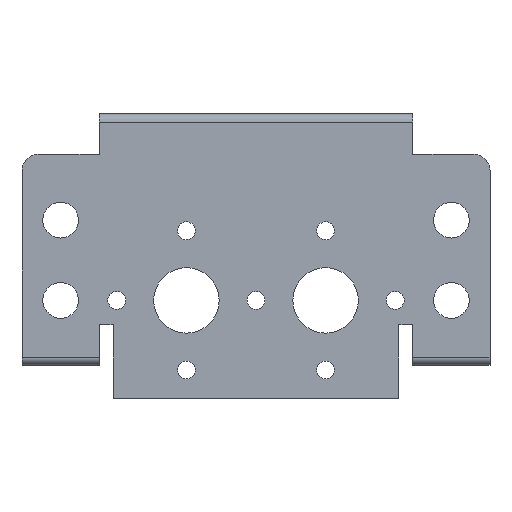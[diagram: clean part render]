
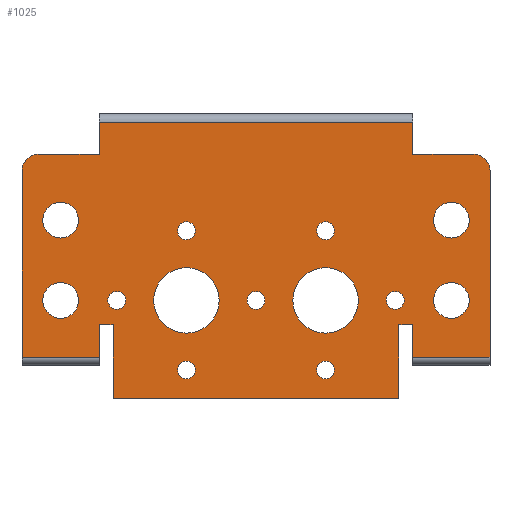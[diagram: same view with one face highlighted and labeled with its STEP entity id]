
A CAD part, front view. The second image highlights one B-rep face of the part: STEP entity #1025.
In plain terms, the highlighted planar face has unit normal (0, -1, 0).
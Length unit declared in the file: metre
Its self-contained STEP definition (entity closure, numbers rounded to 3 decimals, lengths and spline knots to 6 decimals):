
#55=FACE_BOUND('',#147,.T.);
#56=FACE_BOUND('',#148,.T.);
#57=FACE_BOUND('',#149,.T.);
#58=FACE_BOUND('',#150,.T.);
#59=FACE_BOUND('',#151,.T.);
#60=FACE_BOUND('',#152,.T.);
#61=FACE_BOUND('',#153,.T.);
#62=FACE_BOUND('',#154,.T.);
#63=FACE_BOUND('',#155,.T.);
#64=FACE_BOUND('',#156,.T.);
#65=FACE_BOUND('',#157,.T.);
#66=FACE_BOUND('',#158,.T.);
#67=FACE_BOUND('',#159,.T.);
#82=FACE_OUTER_BOUND('',#146,.T.);
#146=EDGE_LOOP('',(#744,#745,#746,#747,#748,#749,#750,#751,#752,#753,#754,
#755,#756,#757,#758,#759,#760,#761));
#147=EDGE_LOOP('',(#762));
#148=EDGE_LOOP('',(#763));
#149=EDGE_LOOP('',(#764));
#150=EDGE_LOOP('',(#765));
#151=EDGE_LOOP('',(#766));
#152=EDGE_LOOP('',(#767));
#153=EDGE_LOOP('',(#768));
#154=EDGE_LOOP('',(#769));
#155=EDGE_LOOP('',(#770));
#156=EDGE_LOOP('',(#771));
#157=EDGE_LOOP('',(#772));
#158=EDGE_LOOP('',(#773));
#159=EDGE_LOOP('',(#774));
#237=CIRCLE('',#1108,0.002);
#238=CIRCLE('',#1109,0.002);
#239=CIRCLE('',#1110,0.00109);
#240=CIRCLE('',#1111,0.00109);
#241=CIRCLE('',#1112,0.00109);
#242=CIRCLE('',#1113,0.004);
#243=CIRCLE('',#1114,0.00109);
#244=CIRCLE('',#1115,0.00109);
#245=CIRCLE('',#1116,0.00109);
#246=CIRCLE('',#1117,0.004);
#247=CIRCLE('',#1118,0.00109);
#248=CIRCLE('',#1119,0.002184);
#249=CIRCLE('',#1120,0.002184);
#250=CIRCLE('',#1121,0.002184);
#251=CIRCLE('',#1122,0.002184);
#291=LINE('',#1569,#384);
#295=LINE('',#1579,#388);
#296=LINE('',#1581,#389);
#297=LINE('',#1583,#390);
#298=LINE('',#1585,#391);
#299=LINE('',#1588,#392);
#300=LINE('',#1590,#393);
#301=LINE('',#1592,#394);
#302=LINE('',#1594,#395);
#303=LINE('',#1596,#396);
#304=LINE('',#1598,#397);
#305=LINE('',#1600,#398);
#306=LINE('',#1602,#399);
#307=LINE('',#1604,#400);
#308=LINE('',#1606,#401);
#309=LINE('',#1609,#402);
#384=VECTOR('',#1248,1.);
#388=VECTOR('',#1256,1.);
#389=VECTOR('',#1257,1.);
#390=VECTOR('',#1258,1.);
#391=VECTOR('',#1259,1.);
#392=VECTOR('',#1262,1.);
#393=VECTOR('',#1263,1.);
#394=VECTOR('',#1264,1.);
#395=VECTOR('',#1265,1.);
#396=VECTOR('',#1266,1.);
#397=VECTOR('',#1267,1.);
#398=VECTOR('',#1268,1.);
#399=VECTOR('',#1269,1.);
#400=VECTOR('',#1270,1.);
#401=VECTOR('',#1271,1.);
#402=VECTOR('',#1274,1.);
#493=VERTEX_POINT('',#1566);
#494=VERTEX_POINT('',#1568);
#497=VERTEX_POINT('',#1577);
#498=VERTEX_POINT('',#1578);
#499=VERTEX_POINT('',#1580);
#500=VERTEX_POINT('',#1582);
#501=VERTEX_POINT('',#1584);
#502=VERTEX_POINT('',#1587);
#503=VERTEX_POINT('',#1589);
#504=VERTEX_POINT('',#1591);
#505=VERTEX_POINT('',#1593);
#506=VERTEX_POINT('',#1595);
#507=VERTEX_POINT('',#1597);
#508=VERTEX_POINT('',#1599);
#509=VERTEX_POINT('',#1601);
#510=VERTEX_POINT('',#1603);
#511=VERTEX_POINT('',#1605);
#512=VERTEX_POINT('',#1607);
#513=VERTEX_POINT('',#1610);
#514=VERTEX_POINT('',#1612);
#515=VERTEX_POINT('',#1614);
#516=VERTEX_POINT('',#1616);
#517=VERTEX_POINT('',#1618);
#518=VERTEX_POINT('',#1620);
#519=VERTEX_POINT('',#1622);
#520=VERTEX_POINT('',#1624);
#521=VERTEX_POINT('',#1626);
#522=VERTEX_POINT('',#1628);
#523=VERTEX_POINT('',#1630);
#524=VERTEX_POINT('',#1632);
#525=VERTEX_POINT('',#1634);
#591=EDGE_CURVE('',#493,#494,#291,.T.);
#596=EDGE_CURVE('',#497,#498,#295,.T.);
#597=EDGE_CURVE('',#497,#499,#296,.F.);
#598=EDGE_CURVE('',#499,#500,#297,.T.);
#599=EDGE_CURVE('',#500,#501,#298,.T.);
#600=EDGE_CURVE('',#501,#494,#237,.T.);
#601=EDGE_CURVE('',#493,#502,#299,.T.);
#602=EDGE_CURVE('',#502,#503,#300,.T.);
#603=EDGE_CURVE('',#503,#504,#301,.T.);
#604=EDGE_CURVE('',#504,#505,#302,.T.);
#605=EDGE_CURVE('',#506,#505,#303,.T.);
#606=EDGE_CURVE('',#507,#506,#304,.T.);
#607=EDGE_CURVE('',#508,#507,#305,.T.);
#608=EDGE_CURVE('',#509,#508,#306,.T.);
#609=EDGE_CURVE('',#509,#510,#307,.F.);
#610=EDGE_CURVE('',#511,#510,#308,.T.);
#611=EDGE_CURVE('',#511,#512,#238,.T.);
#612=EDGE_CURVE('',#498,#512,#309,.T.);
#613=EDGE_CURVE('',#513,#513,#239,.T.);
#614=EDGE_CURVE('',#514,#514,#240,.T.);
#615=EDGE_CURVE('',#515,#515,#241,.F.);
#616=EDGE_CURVE('',#516,#516,#242,.F.);
#617=EDGE_CURVE('',#517,#517,#243,.T.);
#618=EDGE_CURVE('',#518,#518,#244,.T.);
#619=EDGE_CURVE('',#519,#519,#245,.T.);
#620=EDGE_CURVE('',#520,#520,#246,.T.);
#621=EDGE_CURVE('',#521,#521,#247,.T.);
#622=EDGE_CURVE('',#522,#522,#248,.F.);
#623=EDGE_CURVE('',#523,#523,#249,.F.);
#624=EDGE_CURVE('',#524,#524,#250,.T.);
#625=EDGE_CURVE('',#525,#525,#251,.T.);
#744=ORIENTED_EDGE('',*,*,#596,.F.);
#745=ORIENTED_EDGE('',*,*,#597,.T.);
#746=ORIENTED_EDGE('',*,*,#598,.T.);
#747=ORIENTED_EDGE('',*,*,#599,.T.);
#748=ORIENTED_EDGE('',*,*,#600,.T.);
#749=ORIENTED_EDGE('',*,*,#591,.F.);
#750=ORIENTED_EDGE('',*,*,#601,.T.);
#751=ORIENTED_EDGE('',*,*,#602,.T.);
#752=ORIENTED_EDGE('',*,*,#603,.T.);
#753=ORIENTED_EDGE('',*,*,#604,.T.);
#754=ORIENTED_EDGE('',*,*,#605,.F.);
#755=ORIENTED_EDGE('',*,*,#606,.F.);
#756=ORIENTED_EDGE('',*,*,#607,.F.);
#757=ORIENTED_EDGE('',*,*,#608,.F.);
#758=ORIENTED_EDGE('',*,*,#609,.T.);
#759=ORIENTED_EDGE('',*,*,#610,.F.);
#760=ORIENTED_EDGE('',*,*,#611,.T.);
#761=ORIENTED_EDGE('',*,*,#612,.F.);
#762=ORIENTED_EDGE('',*,*,#613,.T.);
#763=ORIENTED_EDGE('',*,*,#614,.T.);
#764=ORIENTED_EDGE('',*,*,#615,.T.);
#765=ORIENTED_EDGE('',*,*,#616,.T.);
#766=ORIENTED_EDGE('',*,*,#617,.F.);
#767=ORIENTED_EDGE('',*,*,#618,.F.);
#768=ORIENTED_EDGE('',*,*,#619,.F.);
#769=ORIENTED_EDGE('',*,*,#620,.F.);
#770=ORIENTED_EDGE('',*,*,#621,.F.);
#771=ORIENTED_EDGE('',*,*,#622,.T.);
#772=ORIENTED_EDGE('',*,*,#623,.T.);
#773=ORIENTED_EDGE('',*,*,#624,.F.);
#774=ORIENTED_EDGE('',*,*,#625,.F.);
#1001=PLANE('',#1107);
#1025=ADVANCED_FACE('',(#82,#55,#56,#57,#58,#59,#60,#61,#62,#63,#64,#65,
#66,#67),#1001,.T.);
#1107=AXIS2_PLACEMENT_3D('',#1576,#1254,#1255);
#1108=AXIS2_PLACEMENT_3D('',#1586,#1260,#1261);
#1109=AXIS2_PLACEMENT_3D('',#1608,#1272,#1273);
#1110=AXIS2_PLACEMENT_3D('',#1611,#1275,#1276);
#1111=AXIS2_PLACEMENT_3D('',#1613,#1277,#1278);
#1112=AXIS2_PLACEMENT_3D('',#1615,#1279,#1280);
#1113=AXIS2_PLACEMENT_3D('',#1617,#1281,#1282);
#1114=AXIS2_PLACEMENT_3D('',#1619,#1283,#1284);
#1115=AXIS2_PLACEMENT_3D('',#1621,#1285,#1286);
#1116=AXIS2_PLACEMENT_3D('',#1623,#1287,#1288);
#1117=AXIS2_PLACEMENT_3D('',#1625,#1289,#1290);
#1118=AXIS2_PLACEMENT_3D('',#1627,#1291,#1292);
#1119=AXIS2_PLACEMENT_3D('',#1629,#1293,#1294);
#1120=AXIS2_PLACEMENT_3D('',#1631,#1295,#1296);
#1121=AXIS2_PLACEMENT_3D('',#1633,#1297,#1298);
#1122=AXIS2_PLACEMENT_3D('',#1635,#1299,#1300);
#1248=DIRECTION('',(0.,0.,1.));
#1254=DIRECTION('center_axis',(0.,-1.,0.));
#1255=DIRECTION('ref_axis',(0.,0.,-1.));
#1256=DIRECTION('',(0.,0.,-1.));
#1257=DIRECTION('',(1.,0.,0.));
#1258=DIRECTION('',(0.,0.,-1.));
#1259=DIRECTION('',(-1.,0.,0.));
#1260=DIRECTION('center_axis',(0.,-1.,0.));
#1261=DIRECTION('ref_axis',(0.,0.,-1.));
#1262=DIRECTION('',(1.,0.,0.));
#1263=DIRECTION('',(0.,0.,1.));
#1264=DIRECTION('',(1.,0.,0.));
#1265=DIRECTION('',(0.,0.,-1.));
#1266=DIRECTION('',(-1.,0.,0.));
#1267=DIRECTION('',(0.,0.,-1.));
#1268=DIRECTION('',(-1.,0.,0.));
#1269=DIRECTION('',(0.,0.,1.));
#1270=DIRECTION('',(-1.,0.,0.));
#1271=DIRECTION('',(0.,0.,-1.));
#1272=DIRECTION('center_axis',(0.,-1.,0.));
#1273=DIRECTION('ref_axis',(0.,0.,-1.));
#1274=DIRECTION('',(1.,0.,0.));
#1275=DIRECTION('center_axis',(0.,1.,0.));
#1276=DIRECTION('ref_axis',(0.,0.,1.));
#1277=DIRECTION('center_axis',(0.,1.,0.));
#1278=DIRECTION('ref_axis',(1.,0.,0.));
#1279=DIRECTION('center_axis',(0.,-1.,0.));
#1280=DIRECTION('ref_axis',(0.,0.,-1.));
#1281=DIRECTION('center_axis',(0.,-1.,0.));
#1282=DIRECTION('ref_axis',(0.,0.,-1.));
#1283=DIRECTION('center_axis',(0.,-1.,0.));
#1284=DIRECTION('ref_axis',(0.,0.,1.));
#1285=DIRECTION('center_axis',(0.,-1.,0.));
#1286=DIRECTION('ref_axis',(-1.,0.,0.));
#1287=DIRECTION('center_axis',(0.,-1.,0.));
#1288=DIRECTION('ref_axis',(0.,0.,-1.));
#1289=DIRECTION('center_axis',(0.,-1.,0.));
#1290=DIRECTION('ref_axis',(0.,0.,-1.));
#1291=DIRECTION('center_axis',(0.,-1.,0.));
#1292=DIRECTION('ref_axis',(0.,0.,-1.));
#1293=DIRECTION('center_axis',(0.,-1.,0.));
#1294=DIRECTION('ref_axis',(0.,0.,-1.));
#1295=DIRECTION('center_axis',(0.,-1.,0.));
#1296=DIRECTION('ref_axis',(0.,0.,-1.));
#1297=DIRECTION('center_axis',(0.,-1.,0.));
#1298=DIRECTION('ref_axis',(0.,0.,-1.));
#1299=DIRECTION('center_axis',(0.,-1.,0.));
#1300=DIRECTION('ref_axis',(0.,0.,-1.));
#1566=CARTESIAN_POINT('',(-0.028575,0.,-0.01236));
#1568=CARTESIAN_POINT('',(-0.028575,0.,0.01041));
#1569=CARTESIAN_POINT('',(-0.028575,0.,0.01736));
#1576=CARTESIAN_POINT('Origin',(0.,0.,0.));
#1577=CARTESIAN_POINT('',(0.019135,0.,0.01636));
#1578=CARTESIAN_POINT('',(0.019135,0.,0.01241));
#1579=CARTESIAN_POINT('',(0.019135,0.,0.));
#1580=CARTESIAN_POINT('',(-0.019135,0.,0.01636));
#1581=CARTESIAN_POINT('',(-0.019135,0.,0.01636));
#1582=CARTESIAN_POINT('',(-0.019135,0.,0.01241));
#1583=CARTESIAN_POINT('',(-0.019135,0.,0.));
#1584=CARTESIAN_POINT('',(-0.026575,0.,0.01241));
#1585=CARTESIAN_POINT('',(0.,0.,0.01241));
#1586=CARTESIAN_POINT('Origin',(-0.026575,0.,0.01041));
#1587=CARTESIAN_POINT('',(-0.019135,0.,-0.01236));
#1588=CARTESIAN_POINT('',(0.,0.,-0.01236));
#1589=CARTESIAN_POINT('',(-0.019135,0.,-0.00841));
#1590=CARTESIAN_POINT('',(-0.019135,0.,0.));
#1591=CARTESIAN_POINT('',(-0.017445,0.,-0.00841));
#1592=CARTESIAN_POINT('',(0.,0.,-0.00841));
#1593=CARTESIAN_POINT('',(-0.017445,0.,-0.01736));
#1594=CARTESIAN_POINT('',(-0.017445,0.,0.));
#1595=CARTESIAN_POINT('',(0.017445,0.,-0.01736));
#1596=CARTESIAN_POINT('',(-0.028575,0.,-0.01736));
#1597=CARTESIAN_POINT('',(0.017445,0.,-0.00841));
#1598=CARTESIAN_POINT('',(0.017445,0.,0.));
#1599=CARTESIAN_POINT('',(0.019135,0.,-0.00841));
#1600=CARTESIAN_POINT('',(0.,0.,-0.00841));
#1601=CARTESIAN_POINT('',(0.019135,0.,-0.01236));
#1602=CARTESIAN_POINT('',(0.019135,0.,0.));
#1603=CARTESIAN_POINT('',(0.028575,0.,-0.01236));
#1604=CARTESIAN_POINT('',(0.028575,0.,-0.01236));
#1605=CARTESIAN_POINT('',(0.028575,0.,0.01041));
#1606=CARTESIAN_POINT('',(0.028575,0.,-0.01736));
#1607=CARTESIAN_POINT('',(0.026575,0.,0.01241));
#1608=CARTESIAN_POINT('Origin',(0.026575,0.,0.01041));
#1609=CARTESIAN_POINT('',(0.,0.,0.01241));
#1610=CARTESIAN_POINT('',(0.0085,0.,0.00417));
#1611=CARTESIAN_POINT('Origin',(0.0085,0.,0.00308));
#1612=CARTESIAN_POINT('',(0.01809,0.,-0.00542));
#1613=CARTESIAN_POINT('Origin',(0.017,0.,-0.00542));
#1614=CARTESIAN_POINT('',(0.0085,0.,-0.01501));
#1615=CARTESIAN_POINT('Origin',(0.0085,0.,-0.01392));
#1616=CARTESIAN_POINT('',(0.0085,0.,-0.00942));
#1617=CARTESIAN_POINT('Origin',(0.0085,0.,-0.00542));
#1618=CARTESIAN_POINT('',(-0.0085,0.,0.00417));
#1619=CARTESIAN_POINT('Origin',(-0.0085,0.,0.00308));
#1620=CARTESIAN_POINT('',(-0.01809,0.,-0.00542));
#1621=CARTESIAN_POINT('Origin',(-0.017,0.,-0.00542));
#1622=CARTESIAN_POINT('',(-0.0085,0.,-0.01501));
#1623=CARTESIAN_POINT('Origin',(-0.0085,0.,-0.01392));
#1624=CARTESIAN_POINT('',(-0.0085,0.,-0.00942));
#1625=CARTESIAN_POINT('Origin',(-0.0085,0.,-0.00542));
#1626=CARTESIAN_POINT('',(0.,0.,-0.00651));
#1627=CARTESIAN_POINT('Origin',(0.,0.,-0.00542));
#1628=CARTESIAN_POINT('',(-0.023855,0.,-0.007604));
#1629=CARTESIAN_POINT('Origin',(-0.023855,0.,-0.00542));
#1630=CARTESIAN_POINT('',(-0.023855,0.,0.002196));
#1631=CARTESIAN_POINT('Origin',(-0.023855,0.,0.00438));
#1632=CARTESIAN_POINT('',(0.023855,0.,-0.007604));
#1633=CARTESIAN_POINT('Origin',(0.023855,0.,-0.00542));
#1634=CARTESIAN_POINT('',(0.023855,0.,0.002196));
#1635=CARTESIAN_POINT('Origin',(0.023855,0.,0.00438));
